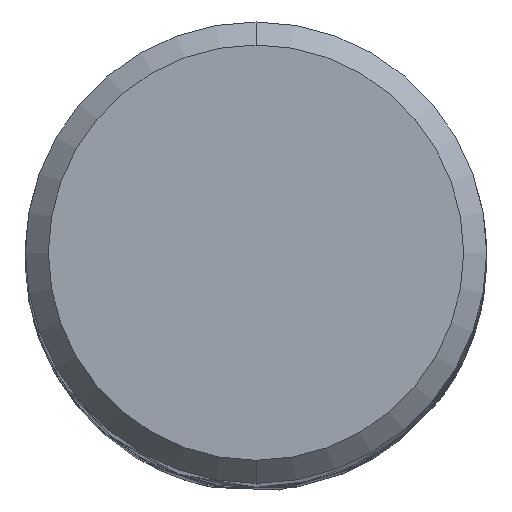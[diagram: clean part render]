
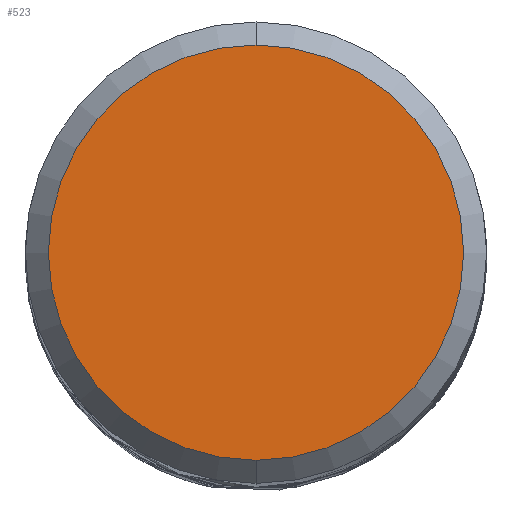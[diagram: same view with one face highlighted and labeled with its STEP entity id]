
A CAD part, top view. The second image highlights one B-rep face of the part: STEP entity #523.
In plain terms, the highlighted planar face has unit normal (0, 0, 1).
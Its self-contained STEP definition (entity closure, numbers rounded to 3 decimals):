
#305=VERTEX_POINT('',#868);
#383=EDGE_CURVE('',#305,#767,#951,.T.);
#495=EDGE_CURVE('',#767,#305,#1076,.T.);
#523=ADVANCED_FACE('',(#1105),#1106,.T.);
#767=VERTEX_POINT('',#1375);
#868=CARTESIAN_POINT('',(0.,-9.0,0.0));
#951=CIRCLE('',#2069,9.0);
#1076=CIRCLE('',#4105,9.0);
#1105=FACE_OUTER_BOUND('',#4283,.T.);
#1106=PLANE('',#4284);
#1375=CARTESIAN_POINT('',(0.0,9.0,0.0));
#2069=AXIS2_PLACEMENT_3D('',#10426,#10427,#10428);
#4105=AXIS2_PLACEMENT_3D('',#10611,#10612,#10613);
#4283=EDGE_LOOP('',(#10633,#10634));
#4284=AXIS2_PLACEMENT_3D('',#10635,#10636,#10637);
#10426=CARTESIAN_POINT('',(0.0,0.0,0.0));
#10427=DIRECTION('',(0.0,0.0,-1.0));
#10428=DIRECTION('',(0.0,1.0,0.0));
#10611=CARTESIAN_POINT('',(0.0,0.0,0.0));
#10612=DIRECTION('',(0.0,0.0,-1.0));
#10613=DIRECTION('',(0.0,1.0,0.0));
#10633=ORIENTED_EDGE('',*,*,#495,.F.);
#10634=ORIENTED_EDGE('',*,*,#383,.F.);
#10635=CARTESIAN_POINT('',(0.0,4.5,0.0));
#10636=DIRECTION('',(-0.0,0.0,1.0));
#10637=DIRECTION('',(0.0,-1.0,0.0));
